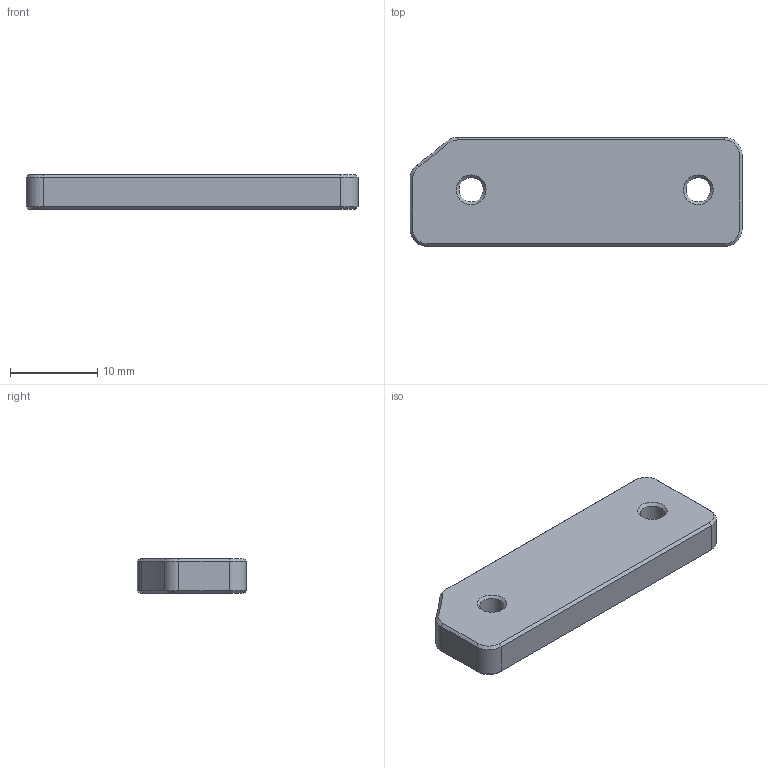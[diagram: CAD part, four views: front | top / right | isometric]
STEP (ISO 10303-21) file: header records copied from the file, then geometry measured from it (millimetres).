
FILE_DESCRIPTION(/* description */ (''),/* implementation_level */ '2;1');
FILE_NAME(/* name */ 'LowerPart.step',/* time_stamp */ '2024-04-14T08:32:45+02:00',/* author */ (''),/* organization */ (''),/* preprocessor_version */ 'ST-DEVELOPER v20',/* originating_system */ 'Autodesk Translation Framework v12.20.1.177',/* authorisation */ '');
FILE_SCHEMA (('AUTOMOTIVE_DESIGN { 1 0 10303 214 3 1 1 }'));
Length unit declared in the file: millimetre
Products named in the file (1): Druckteil unten
Bounding box: 38 x 12.5 x 4 mm (x, y, z)
Volume: 1793.1 mm3; surface area: 1315.6 mm2
Topology: 1 solids, 1 shells, 38 faces, 84 edges, 48 vertices
Faces by surface type: cone 16, plane 14, cylinder 8
Full cylindrical faces by diameter (mm): 2.8 x2
Entity records: 1069 total; most frequent: DIRECTION 194, CARTESIAN_POINT 171, ORIENTED_EDGE 168, EDGE_CURVE 84, AXIS2_PLACEMENT_3D 71, LINE 52, VECTOR 52, VERTEX_POINT 48
